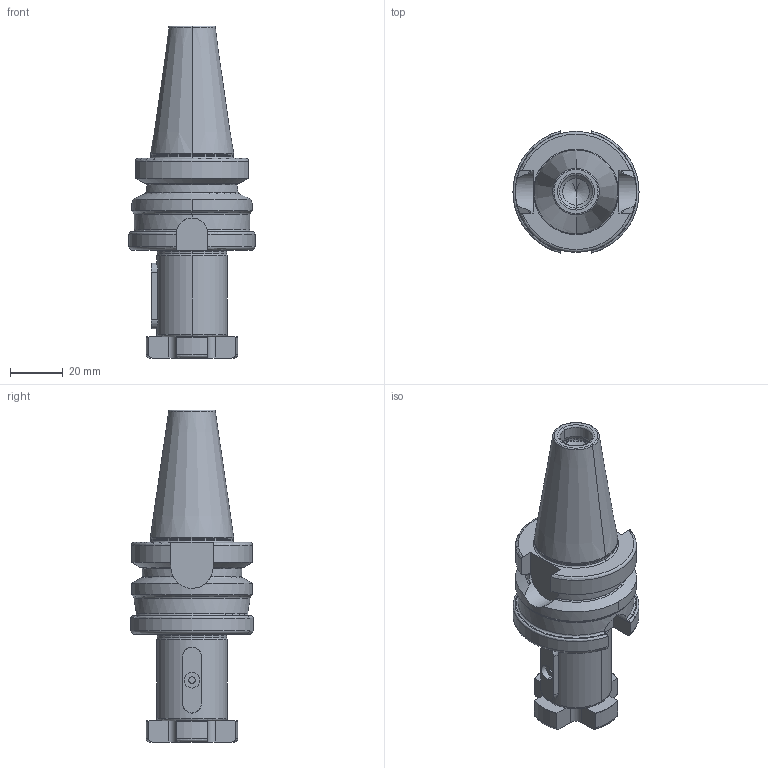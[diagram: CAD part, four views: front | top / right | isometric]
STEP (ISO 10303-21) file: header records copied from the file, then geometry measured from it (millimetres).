
FILE_DESCRIPTION((''),'2;1');
FILE_NAME('305_10_27','2020-07-14T',('104091'),(''),'CREO PARAMETRIC BY PTC INC, 2015290','CREO PARAMETRIC BY PTC INC, 2015290','');
FILE_SCHEMA(('CONFIG_CONTROL_DESIGN'));
Length unit declared in the file: millimetre
Products named in the file (1): 305_10_27
Bounding box: 48 x 46.48 x 126.4 mm (x, y, z)
Volume: 94493.8 mm3; surface area: 20313.2 mm2
Topology: 1 solids, 3 shells, 161 faces, 390 edges, 237 vertices
Faces by surface type: cylinder 48, plane 47, torus 38, cone 28
Entity records: 5062 total; most frequent: CARTESIAN_POINT 1273, DIRECTION 814, ORIENTED_EDGE 776, EDGE_CURVE 388, AXIS2_PLACEMENT_3D 334, VERTEX_POINT 237, CIRCLE 170, EDGE_LOOP 167
